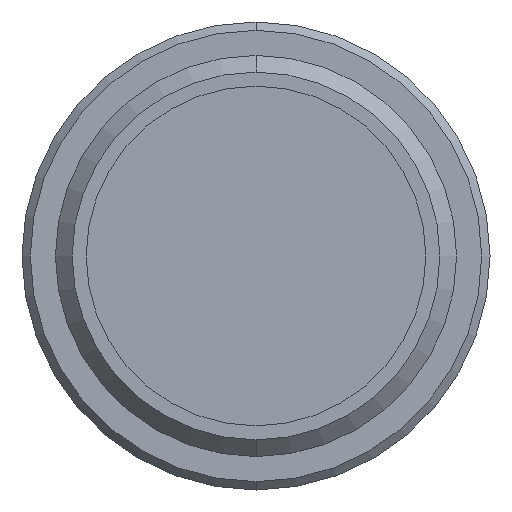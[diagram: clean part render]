
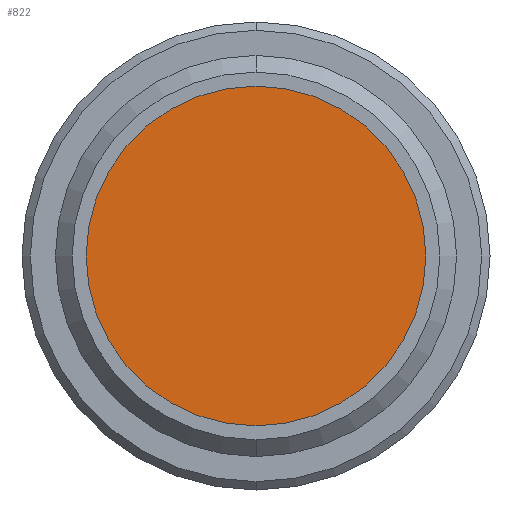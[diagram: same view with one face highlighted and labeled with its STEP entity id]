
A CAD part, front view. The second image highlights one B-rep face of the part: STEP entity #822.
In plain terms, the highlighted planar face has unit normal (0, -1, 0).
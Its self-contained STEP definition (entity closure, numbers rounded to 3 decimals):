
#17 = DIRECTION ( 'NONE',  ( 0., -1., 0. ) ) ;
#48 = EDGE_CURVE ( 'NONE', #533, #462, #872, .T. ) ;
#78 = ORIENTED_EDGE ( 'NONE', *, *, #324, .T. ) ;
#133 = DIRECTION ( 'NONE',  ( 0., -1., 0. ) ) ;
#148 = PLANE ( 'NONE',  #271 ) ;
#253 = CIRCLE ( 'NONE', #269, 5.08 ) ;
#269 = AXIS2_PLACEMENT_3D ( 'NONE', #566, #17, #520 ) ;
#271 = AXIS2_PLACEMENT_3D ( 'NONE', #753, #133, #684 ) ;
#324 = EDGE_CURVE ( 'NONE', #462, #533, #253, .T. ) ;
#351 = FACE_OUTER_BOUND ( 'NONE', #887, .T. ) ;
#462 = VERTEX_POINT ( 'NONE', #542 ) ;
#470 = DIRECTION ( 'NONE',  ( 0., -1., 0. ) ) ;
#520 = DIRECTION ( 'NONE',  ( 0., 0., -1. ) ) ;
#533 = VERTEX_POINT ( 'NONE', #692 ) ;
#540 = AXIS2_PLACEMENT_3D ( 'NONE', #713, #470, #737 ) ;
#542 = CARTESIAN_POINT ( 'NONE',  ( 0., -2.5, -5.08 ) ) ;
#566 = CARTESIAN_POINT ( 'NONE',  ( 0., -2.5, 0. ) ) ;
#608 = ORIENTED_EDGE ( 'NONE', *, *, #48, .T. ) ;
#684 = DIRECTION ( 'NONE',  ( 0., 0., -1. ) ) ;
#692 = CARTESIAN_POINT ( 'NONE',  ( 0., -2.5, 5.08 ) ) ;
#713 = CARTESIAN_POINT ( 'NONE',  ( 0., -2.5, 0. ) ) ;
#737 = DIRECTION ( 'NONE',  ( 0., 0., -1. ) ) ;
#753 = CARTESIAN_POINT ( 'NONE',  ( 0., -2.5, 0. ) ) ;
#822 = ADVANCED_FACE ( 'NONE', ( #351 ), #148, .T. ) ;
#872 = CIRCLE ( 'NONE', #540, 5.08 ) ;
#887 = EDGE_LOOP ( 'NONE', ( #608, #78 ) ) ;
